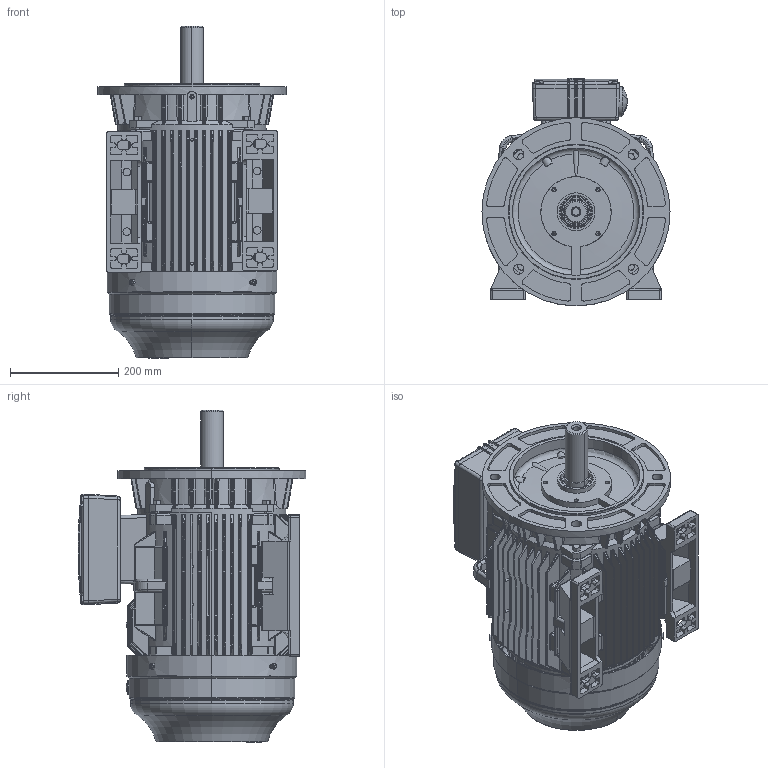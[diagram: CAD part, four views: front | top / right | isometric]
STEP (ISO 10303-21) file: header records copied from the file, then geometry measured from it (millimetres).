
FILE_DESCRIPTION((''),'2;1');
FILE_NAME('160M-B5','2013-01-27T',('Administrator'),(''),'PRO/ENGINEER BY PARAMETRIC TECHNOLOGY CORPORATION, 2007370','PRO/ENGINEER BY PARAMETRIC TECHNOLOGY CORPORATION, 2007370','');
FILE_SCHEMA(('CONFIG_CONTROL_DESIGN'));
Length unit declared in the file: millimetre
Products named in the file (1): 160M-B5
Bounding box: 348 x 421.5 x 614 mm (x, y, z)
Volume: 17877305.7 mm3; surface area: 2834741.3 mm2
Topology: 2 solids, 33 shells, 6297 faces, 16669 edges, 10402 vertices
Faces by surface type: plane 2946, cylinder 1515, bspline 726, cone 599, torus 340, sphere 163, extrusion 8
Entity records: 235401 total; most frequent: CARTESIAN_POINT 86616, ORIENTED_EDGE 32916, DIRECTION 27800, EDGE_CURVE 16458, VERTEX_POINT 10400, AXIS2_PLACEMENT_3D 9591, VECTOR 8618, LINE 8610
